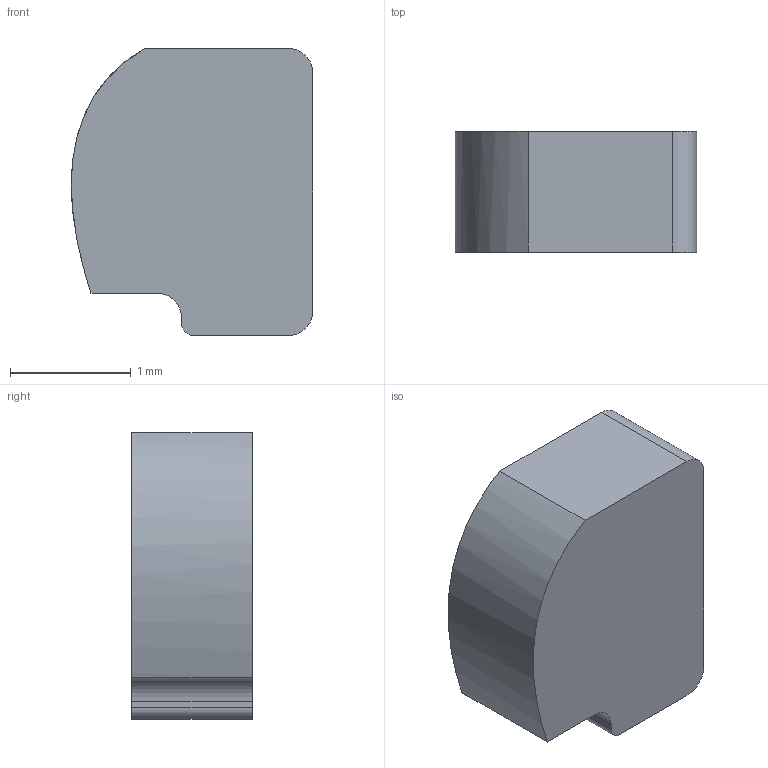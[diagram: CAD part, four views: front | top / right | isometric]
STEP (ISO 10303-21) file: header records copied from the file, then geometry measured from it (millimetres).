
FILE_DESCRIPTION (( 'STEP AP214' ), '1' );
FILE_NAME ('Neodymium Magnet.STEP', '2014-01-23T17:19:03', ( '' ), ( '' ), 'SwSTEP 2.0', 'SolidWorks 2013', '' );
FILE_SCHEMA (( 'AUTOMOTIVE_DESIGN' ));
Length unit declared in the file: millimetre
Products named in the file (1): Neodymium Magnet
Bounding box: 2 x 1 x 2.38 mm (x, y, z)
Volume: 4.2 mm3; surface area: 16.3 mm2
Topology: 1 solids, 1 shells, 12 faces, 30 edges, 20 vertices
Faces by surface type: plane 7, cylinder 4, bspline 1
Entity records: 481 total; most frequent: CARTESIAN_POINT 155, ORIENTED_EDGE 60, DIRECTION 60, EDGE_CURVE 30, AXIS2_PLACEMENT_3D 20, LINE 20, VERTEX_POINT 20, VECTOR 20
